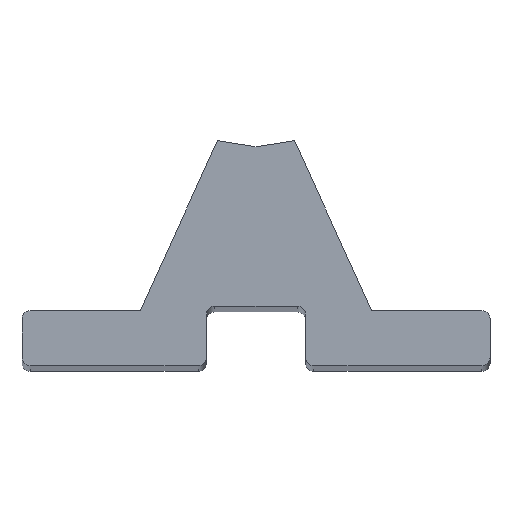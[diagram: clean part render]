
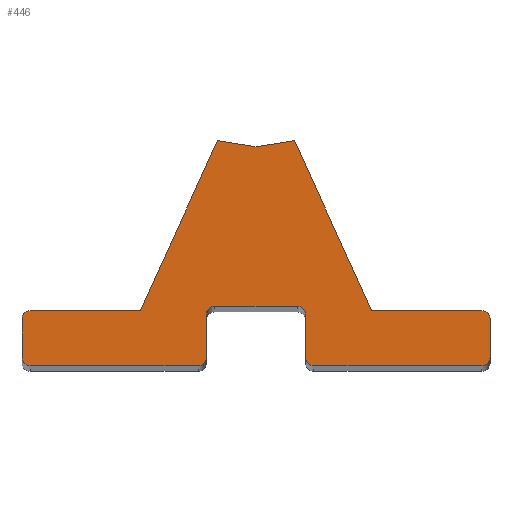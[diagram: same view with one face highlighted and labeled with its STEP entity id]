
A CAD part, top view. The second image highlights one B-rep face of the part: STEP entity #446.
In plain terms, the highlighted planar face has unit normal (0, 0, 1).
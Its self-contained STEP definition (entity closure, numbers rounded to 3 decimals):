
#28=PLANE('',#505);
#51=FACE_OUTER_BOUND('',#74,.T.);
#74=EDGE_LOOP('',(#375,#376,#377,#378,#379,#380,#381,#382,#383,#384,#385,
#386,#387,#388,#389,#390,#391,#392,#393,#394,#395));
#78=LINE('',#646,#125);
#82=LINE('',#658,#129);
#86=LINE('',#670,#133);
#90=LINE('',#682,#137);
#94=LINE('',#694,#141);
#98=LINE('',#706,#145);
#102=LINE('',#718,#149);
#106=LINE('',#730,#153);
#109=LINE('',#736,#156);
#112=LINE('',#742,#159);
#115=LINE('',#748,#162);
#118=LINE('',#754,#165);
#121=LINE('',#759,#168);
#125=VECTOR('',#519,10.);
#129=VECTOR('',#531,10.);
#133=VECTOR('',#543,10.);
#137=VECTOR('',#555,10.);
#141=VECTOR('',#567,10.);
#145=VECTOR('',#579,10.);
#149=VECTOR('',#591,10.);
#153=VECTOR('',#603,10.);
#156=VECTOR('',#608,10.);
#159=VECTOR('',#613,10.);
#162=VECTOR('',#618,10.);
#165=VECTOR('',#623,10.);
#168=VECTOR('',#628,10.);
#170=CIRCLE('',#469,1.5);
#172=CIRCLE('',#473,1.5);
#174=CIRCLE('',#477,1.5);
#176=CIRCLE('',#481,1.5);
#178=CIRCLE('',#485,1.5);
#180=CIRCLE('',#489,1.5);
#182=CIRCLE('',#493,1.5);
#184=CIRCLE('',#497,1.5);
#186=VERTEX_POINT('',#636);
#187=VERTEX_POINT('',#637);
#190=VERTEX_POINT('',#645);
#192=VERTEX_POINT('',#651);
#194=VERTEX_POINT('',#657);
#196=VERTEX_POINT('',#663);
#198=VERTEX_POINT('',#669);
#200=VERTEX_POINT('',#675);
#202=VERTEX_POINT('',#681);
#204=VERTEX_POINT('',#687);
#206=VERTEX_POINT('',#693);
#208=VERTEX_POINT('',#699);
#210=VERTEX_POINT('',#705);
#212=VERTEX_POINT('',#711);
#214=VERTEX_POINT('',#717);
#216=VERTEX_POINT('',#723);
#218=VERTEX_POINT('',#729);
#220=VERTEX_POINT('',#735);
#222=VERTEX_POINT('',#741);
#224=VERTEX_POINT('',#747);
#226=VERTEX_POINT('',#753);
#228=EDGE_CURVE('',#186,#187,#170,.T.);
#232=EDGE_CURVE('',#187,#190,#78,.T.);
#235=EDGE_CURVE('',#190,#192,#172,.T.);
#238=EDGE_CURVE('',#192,#194,#82,.T.);
#241=EDGE_CURVE('',#194,#196,#174,.T.);
#244=EDGE_CURVE('',#196,#198,#86,.T.);
#247=EDGE_CURVE('',#198,#200,#176,.T.);
#250=EDGE_CURVE('',#200,#202,#90,.T.);
#253=EDGE_CURVE('',#202,#204,#178,.T.);
#256=EDGE_CURVE('',#204,#206,#94,.T.);
#259=EDGE_CURVE('',#206,#208,#180,.T.);
#262=EDGE_CURVE('',#208,#210,#98,.T.);
#265=EDGE_CURVE('',#210,#212,#182,.T.);
#268=EDGE_CURVE('',#212,#214,#102,.T.);
#271=EDGE_CURVE('',#214,#216,#184,.T.);
#274=EDGE_CURVE('',#216,#218,#106,.T.);
#277=EDGE_CURVE('',#218,#220,#109,.T.);
#280=EDGE_CURVE('',#220,#222,#112,.T.);
#283=EDGE_CURVE('',#222,#224,#115,.T.);
#286=EDGE_CURVE('',#224,#226,#118,.T.);
#289=EDGE_CURVE('',#226,#186,#121,.T.);
#375=ORIENTED_EDGE('',*,*,#228,.F.);
#376=ORIENTED_EDGE('',*,*,#289,.F.);
#377=ORIENTED_EDGE('',*,*,#286,.F.);
#378=ORIENTED_EDGE('',*,*,#283,.F.);
#379=ORIENTED_EDGE('',*,*,#280,.F.);
#380=ORIENTED_EDGE('',*,*,#277,.F.);
#381=ORIENTED_EDGE('',*,*,#274,.F.);
#382=ORIENTED_EDGE('',*,*,#271,.F.);
#383=ORIENTED_EDGE('',*,*,#268,.F.);
#384=ORIENTED_EDGE('',*,*,#265,.F.);
#385=ORIENTED_EDGE('',*,*,#262,.F.);
#386=ORIENTED_EDGE('',*,*,#259,.F.);
#387=ORIENTED_EDGE('',*,*,#256,.F.);
#388=ORIENTED_EDGE('',*,*,#253,.F.);
#389=ORIENTED_EDGE('',*,*,#250,.F.);
#390=ORIENTED_EDGE('',*,*,#247,.F.);
#391=ORIENTED_EDGE('',*,*,#244,.F.);
#392=ORIENTED_EDGE('',*,*,#241,.F.);
#393=ORIENTED_EDGE('',*,*,#238,.F.);
#394=ORIENTED_EDGE('',*,*,#235,.F.);
#395=ORIENTED_EDGE('',*,*,#232,.F.);
#446=ADVANCED_FACE('',(#51),#28,.T.);
#469=AXIS2_PLACEMENT_3D('',#638,#511,#512);
#473=AXIS2_PLACEMENT_3D('',#652,#524,#525);
#477=AXIS2_PLACEMENT_3D('',#664,#536,#537);
#481=AXIS2_PLACEMENT_3D('',#676,#548,#549);
#485=AXIS2_PLACEMENT_3D('',#688,#560,#561);
#489=AXIS2_PLACEMENT_3D('',#700,#572,#573);
#493=AXIS2_PLACEMENT_3D('',#712,#584,#585);
#497=AXIS2_PLACEMENT_3D('',#724,#596,#597);
#505=AXIS2_PLACEMENT_3D('',#761,#630,#631);
#511=DIRECTION('center_axis',(0.,0.,-1.));
#512=DIRECTION('ref_axis',(-1.,0.,0.));
#519=DIRECTION('',(0.,-1.,0.));
#524=DIRECTION('center_axis',(0.,0.,-1.));
#525=DIRECTION('ref_axis',(0.,1.,0.));
#531=DIRECTION('',(-1.,0.,0.));
#536=DIRECTION('center_axis',(0.,0.,-1.));
#537=DIRECTION('ref_axis',(1.,0.,0.));
#543=DIRECTION('',(0.,1.,0.));
#548=DIRECTION('center_axis',(0.,0.,1.));
#549=DIRECTION('ref_axis',(1.,0.,0.));
#555=DIRECTION('',(-1.,0.,0.));
#560=DIRECTION('center_axis',(0.,0.,1.));
#561=DIRECTION('ref_axis',(0.,1.,0.));
#567=DIRECTION('',(0.,-1.,0.));
#572=DIRECTION('center_axis',(0.,0.,-1.));
#573=DIRECTION('ref_axis',(0.,1.,0.));
#579=DIRECTION('',(-1.,0.,0.));
#584=DIRECTION('center_axis',(0.,0.,-1.));
#585=DIRECTION('ref_axis',(1.,0.,0.));
#591=DIRECTION('',(0.,1.,0.));
#596=DIRECTION('center_axis',(0.,0.,-1.));
#597=DIRECTION('ref_axis',(0.,-1.,0.));
#603=DIRECTION('',(1.,0.,0.));
#608=DIRECTION('',(0.413,0.911,0.));
#613=DIRECTION('',(0.988,-0.156,0.));
#618=DIRECTION('',(0.988,0.156,0.));
#623=DIRECTION('',(0.413,-0.911,0.));
#628=DIRECTION('',(1.,0.,0.));
#630=DIRECTION('center_axis',(0.,0.,1.));
#631=DIRECTION('ref_axis',(1.,0.,0.));
#636=CARTESIAN_POINT('',(41.,5.,599.5));
#637=CARTESIAN_POINT('',(42.5,3.5,599.5));
#638=CARTESIAN_POINT('Origin',(41.,3.5,599.5));
#645=CARTESIAN_POINT('',(42.5,-3.5,599.5));
#646=CARTESIAN_POINT('',(42.5,3.5,599.5));
#651=CARTESIAN_POINT('',(41.,-5.,599.5));
#652=CARTESIAN_POINT('Origin',(41.,-3.5,599.5));
#657=CARTESIAN_POINT('',(10.5,-5.,599.5));
#658=CARTESIAN_POINT('',(41.,-5.,599.5));
#663=CARTESIAN_POINT('',(9.,-3.5,599.5));
#664=CARTESIAN_POINT('Origin',(10.5,-3.5,599.5));
#669=CARTESIAN_POINT('',(9.,4.3,599.5));
#670=CARTESIAN_POINT('',(9.,-3.5,599.5));
#675=CARTESIAN_POINT('',(7.5,5.8,599.5));
#676=CARTESIAN_POINT('Origin',(7.5,4.3,599.5));
#681=CARTESIAN_POINT('',(-7.5,5.8,599.5));
#682=CARTESIAN_POINT('',(7.5,5.8,599.5));
#687=CARTESIAN_POINT('',(-9.,4.3,599.5));
#688=CARTESIAN_POINT('Origin',(-7.5,4.3,599.5));
#693=CARTESIAN_POINT('',(-9.,-3.5,599.5));
#694=CARTESIAN_POINT('',(-9.,4.3,599.5));
#699=CARTESIAN_POINT('',(-10.5,-5.,599.5));
#700=CARTESIAN_POINT('Origin',(-10.5,-3.5,599.5));
#705=CARTESIAN_POINT('',(-41.,-5.,599.5));
#706=CARTESIAN_POINT('',(-10.5,-5.,599.5));
#711=CARTESIAN_POINT('',(-42.5,-3.5,599.5));
#712=CARTESIAN_POINT('Origin',(-41.,-3.5,599.5));
#717=CARTESIAN_POINT('',(-42.5,3.5,599.5));
#718=CARTESIAN_POINT('',(-42.5,-3.5,599.5));
#723=CARTESIAN_POINT('',(-41.,5.,599.5));
#724=CARTESIAN_POINT('Origin',(-41.,3.5,599.5));
#729=CARTESIAN_POINT('',(-21.,5.,599.5));
#730=CARTESIAN_POINT('',(-41.,5.,599.5));
#735=CARTESIAN_POINT('',(-7.,35.859,599.5));
#736=CARTESIAN_POINT('',(-21.,5.,599.5));
#741=CARTESIAN_POINT('',(0.,34.751,599.5));
#742=CARTESIAN_POINT('',(-7.,35.859,599.5));
#747=CARTESIAN_POINT('',(7.,35.859,599.5));
#748=CARTESIAN_POINT('',(0.,34.751,599.5));
#753=CARTESIAN_POINT('',(21.,5.,599.5));
#754=CARTESIAN_POINT('',(7.,35.859,599.5));
#759=CARTESIAN_POINT('',(21.,5.,599.5));
#761=CARTESIAN_POINT('Origin',(0.,7.618,599.5));
